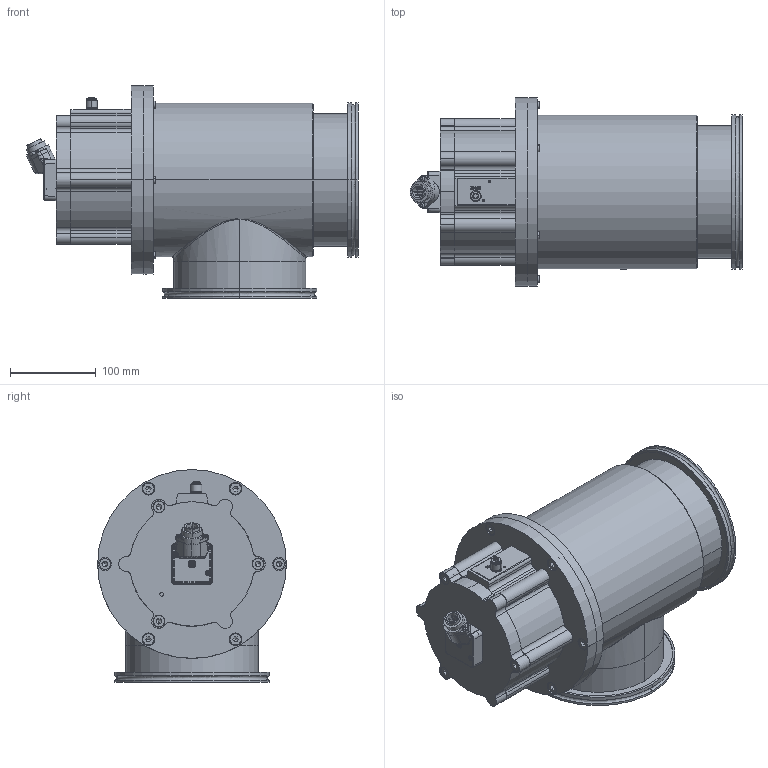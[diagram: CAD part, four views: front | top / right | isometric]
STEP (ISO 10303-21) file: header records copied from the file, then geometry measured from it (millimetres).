
FILE_DESCRIPTION (( 'STEP AP214' ), '1' );
FILE_NAME ('320VEP160.step', '2017-07-10T12:55:35', ( 'install' ), ( '' ), 'SwSTEP 2.0', 'SolidWorks 2015', '' );
FILE_SCHEMA (( 'AUTOMOTIVE_DESIGN' ));
Length unit declared in the file: millimetre
Products named in the file (1): 320VEP160
Bounding box: 387.04 x 220 x 248 mm (x, y, z)
Volume: 1763544.3 mm3; surface area: 683225.9 mm2
Topology: 46 solids, 46 shells, 1955 faces, 4751 edges, 2913 vertices
Faces by surface type: cylinder 790, plane 587, bspline 399, cone 170, torus 9
Entity records: 95933 total; most frequent: CARTESIAN_POINT 30862, ORIENTED_EDGE 9382, DIRECTION 8386, EDGE_CURVE 4691, AXIS2_PLACEMENT_3D 3205, VERTEX_POINT 2913, EDGE_LOOP 2152, UNCERTAINTY_MEASURE_WITH_UNIT 2003
